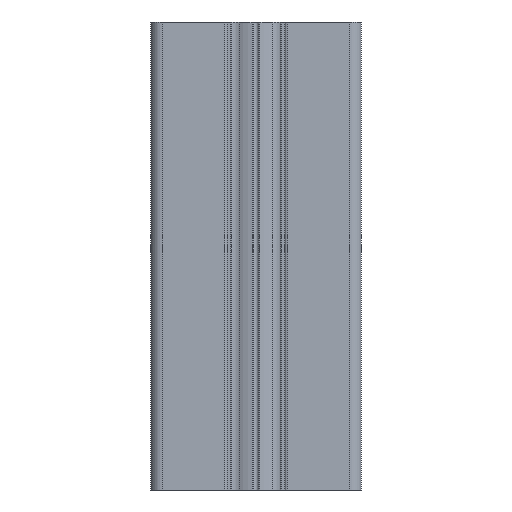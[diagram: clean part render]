
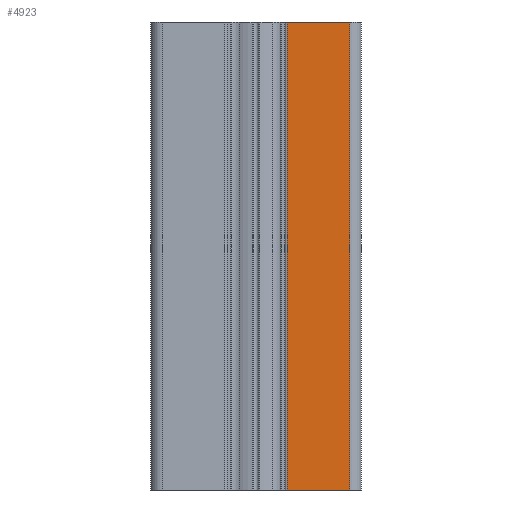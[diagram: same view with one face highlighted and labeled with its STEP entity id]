
A CAD part, left-side view. The second image highlights one B-rep face of the part: STEP entity #4923.
In plain terms, the highlighted planar face has unit normal (-1, 0, 0).
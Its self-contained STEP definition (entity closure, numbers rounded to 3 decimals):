
#667=FACE_OUTER_BOUND('',#915,.T.);
#915=EDGE_LOOP('',(#4037,#4038,#4039,#4040));
#1189=LINE('',#7807,#1655);
#1381=LINE('',#8386,#1847);
#1382=LINE('',#8388,#1848);
#1383=LINE('',#8389,#1849);
#1655=VECTOR('',#6325,100.);
#1847=VECTOR('',#6901,13.35);
#1848=VECTOR('',#6902,100.);
#1849=VECTOR('',#6903,13.35);
#2150=VERTEX_POINT('',#7801);
#2152=VERTEX_POINT('',#7805);
#2347=VERTEX_POINT('',#8385);
#2348=VERTEX_POINT('',#8387);
#2781=EDGE_CURVE('',#2150,#2152,#1189,.T.);
#3069=EDGE_CURVE('',#2347,#2152,#1381,.T.);
#3070=EDGE_CURVE('',#2347,#2348,#1382,.T.);
#3071=EDGE_CURVE('',#2348,#2150,#1383,.T.);
#4037=ORIENTED_EDGE('',*,*,#2781,.T.);
#4038=ORIENTED_EDGE('',*,*,#3069,.F.);
#4039=ORIENTED_EDGE('',*,*,#3070,.T.);
#4040=ORIENTED_EDGE('',*,*,#3071,.T.);
#4679=PLANE('',#5437);
#4923=ADVANCED_FACE('',(#667),#4679,.T.);
#5437=AXIS2_PLACEMENT_3D('',#8384,#6899,#6900);
#6325=DIRECTION('',(0.,0.,-1.));
#6899=DIRECTION('center_axis',(-1.,0.,0.));
#6900=DIRECTION('ref_axis',(0.,-1.,0.));
#6901=DIRECTION('',(0.,1.,0.));
#6902=DIRECTION('',(0.,0.,1.));
#6903=DIRECTION('',(0.,1.,0.));
#7801=CARTESIAN_POINT('',(-22.5,-6.65,100.));
#7805=CARTESIAN_POINT('',(-22.5,-6.65,0.));
#7807=CARTESIAN_POINT('',(-22.5,-6.65,0.));
#8384=CARTESIAN_POINT('Origin',(-22.5,20.,0.));
#8385=CARTESIAN_POINT('',(-22.5,-20.,0.));
#8386=CARTESIAN_POINT('',(-22.5,10.,0.));
#8387=CARTESIAN_POINT('',(-22.5,-20.,100.));
#8388=CARTESIAN_POINT('',(-22.5,-20.,0.));
#8389=CARTESIAN_POINT('',(-22.5,10.,100.));
